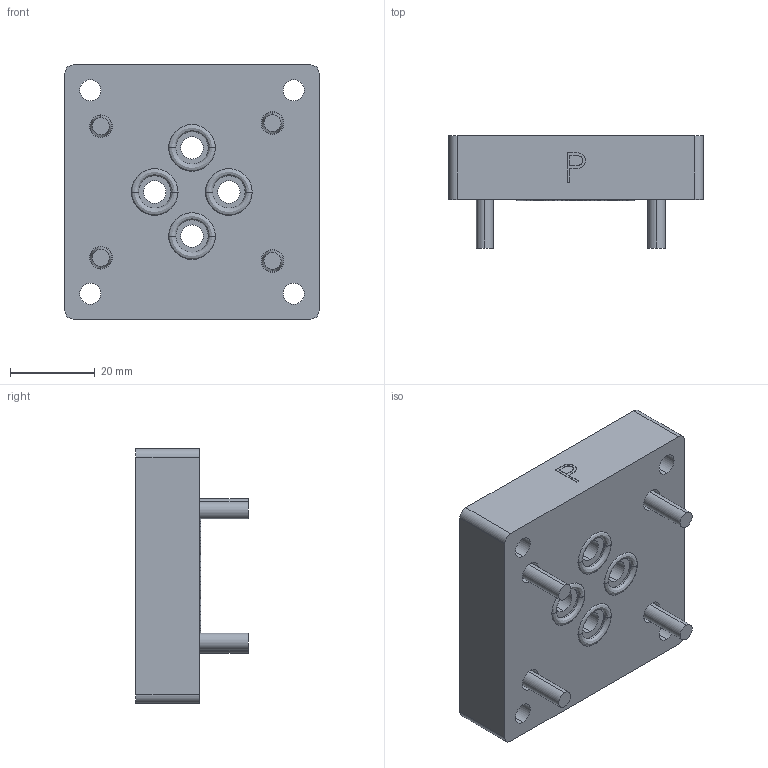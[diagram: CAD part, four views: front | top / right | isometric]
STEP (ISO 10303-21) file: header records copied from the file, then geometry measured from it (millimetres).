
FILE_DESCRIPTION (( 'STEP AP214' ), '1' );
FILE_NAME ('HSV700 Adapterplatte CETOP.STEP', '2020-04-27T08:19:08', ( '' ), ( '' ), 'SwSTEP 2.0', 'SolidWorks 2018', '' );
FILE_SCHEMA (( 'AUTOMOTIVE_DESIGN' ));
Length unit declared in the file: millimetre
Products named in the file (1): HSV700 Adapterplatte CETOP
Bounding box: 60 x 26.5 x 60 mm (x, y, z)
Volume: 50503.8 mm3; surface area: 16447.1 mm2
Topology: 9 solids, 9 shells, 187 faces, 426 edges, 268 vertices
Faces by surface type: plane 73, cylinder 68, bspline 22, torus 16, cone 8
Entity records: 7995 total; most frequent: CARTESIAN_POINT 1544, DIRECTION 914, ORIENTED_EDGE 852, EDGE_CURVE 426, AXIS2_PLACEMENT_3D 350, VERTEX_POINT 268, EDGE_LOOP 230, VECTOR 214
